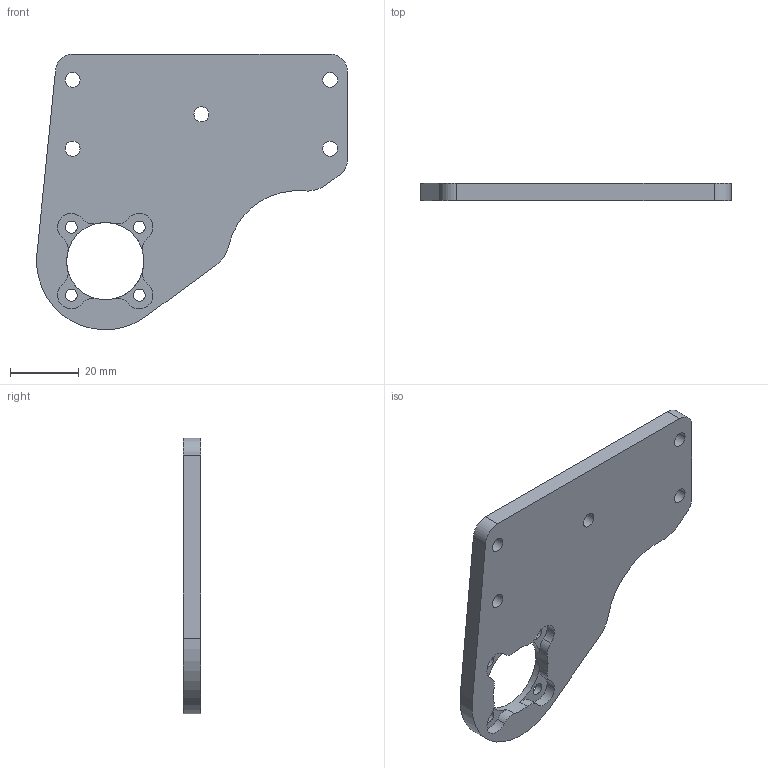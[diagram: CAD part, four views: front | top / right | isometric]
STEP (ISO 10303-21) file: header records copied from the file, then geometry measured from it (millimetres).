
FILE_DESCRIPTION(('FreeCAD Model'),'2;1');
FILE_NAME('Open CASCADE Shape Model','2025-02-25T17:58:14',(''),(''), 'Open CASCADE STEP processor 7.7','FreeCAD','Unknown');
FILE_SCHEMA(('AUTOMOTIVE_DESIGN { 1 0 10303 214 1 1 1 1 }'));
Length unit declared in the file: millimetre
Products named in the file (1): Motor Mount Right
Bounding box: 90.46 x 5 x 80.24 mm (x, y, z)
Volume: 23559.9 mm3; surface area: 12002.1 mm2
Topology: 1 solids, 1 shells, 40 faces, 114 edges, 76 vertices
Faces by surface type: cylinder 29, plane 11
Full cylindrical faces by diameter (mm): 3.5 x4, 4.35 x5, 22.5 x1
Entity records: 1405 total; most frequent: DIRECTION 262, CARTESIAN_POINT 231, ORIENTED_EDGE 228, EDGE_CURVE 114, AXIS2_PLACEMENT_3D 107, VERTEX_POINT 76, CIRCLE 66, FACE_BOUND 60
